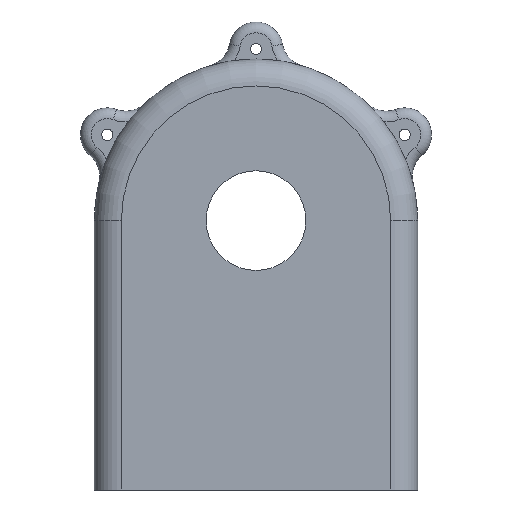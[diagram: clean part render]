
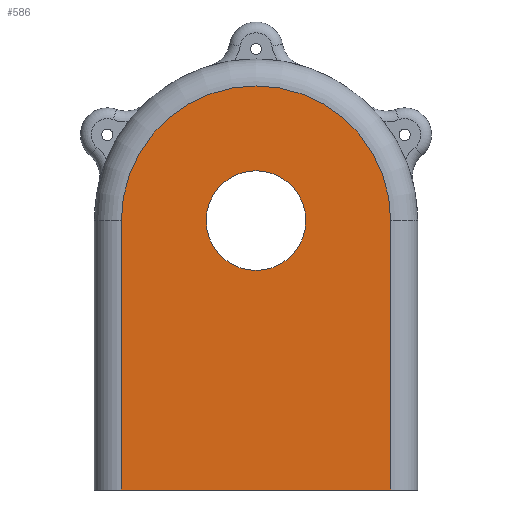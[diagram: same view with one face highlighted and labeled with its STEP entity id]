
A CAD part, front view. The second image highlights one B-rep face of the part: STEP entity #586.
In plain terms, the highlighted planar face has unit normal (0, -1, 0).
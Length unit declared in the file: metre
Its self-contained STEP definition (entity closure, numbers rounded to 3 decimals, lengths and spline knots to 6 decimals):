
#31=PLANE('',#668);
#68=CIRCLE('',#665,0.0235);
#70=CIRCLE('',#669,0.0635);
#170=ORIENTED_EDGE('',*,*,#315,.F.);
#171=ORIENTED_EDGE('',*,*,#317,.T.);
#172=ORIENTED_EDGE('',*,*,#318,.T.);
#173=ORIENTED_EDGE('',*,*,#319,.F.);
#174=ORIENTED_EDGE('',*,*,#320,.T.);
#315=EDGE_CURVE('',#391,#391,#68,.T.);
#317=EDGE_CURVE('',#393,#394,#70,.T.);
#318=EDGE_CURVE('',#394,#395,#422,.F.);
#319=EDGE_CURVE('',#396,#395,#423,.T.);
#320=EDGE_CURVE('',#396,#393,#424,.F.);
#391=VERTEX_POINT('',#1058);
#393=VERTEX_POINT('',#1064);
#394=VERTEX_POINT('',#1065);
#395=VERTEX_POINT('',#1067);
#396=VERTEX_POINT('',#1069);
#422=LINE('',#1066,#446);
#423=LINE('',#1068,#447);
#424=LINE('',#1070,#448);
#446=VECTOR('',#824,1.);
#447=VECTOR('',#825,1.);
#448=VECTOR('',#826,1.);
#477=EDGE_LOOP('',(#170));
#478=EDGE_LOOP('',(#171,#172,#173,#174));
#527=FACE_BOUND('',#477,.T.);
#528=FACE_BOUND('',#478,.T.);
#586=ADVANCED_FACE('',(#527,#528),#31,.T.);
#665=AXIS2_PLACEMENT_3D('',#1057,#814,#815);
#668=AXIS2_PLACEMENT_3D('',#1062,#820,#821);
#669=AXIS2_PLACEMENT_3D('',#1063,#822,#823);
#814=DIRECTION('',(0.,-1.,0.));
#815=DIRECTION('',(0.,0.,-1.));
#820=DIRECTION('',(0.,-1.,0.));
#821=DIRECTION('',(1.,0.,0.));
#822=DIRECTION('',(0.,-1.,0.));
#823=DIRECTION('',(0.,0.,-1.));
#824=DIRECTION('',(0.,0.,1.));
#825=DIRECTION('',(-1.,0.,0.));
#826=DIRECTION('',(0.,0.,-1.));
#1057=CARTESIAN_POINT('',(0.,-0.18975,0.));
#1058=CARTESIAN_POINT('',(0.,-0.18975,-0.0235));
#1062=CARTESIAN_POINT('',(0.,-0.18975,0.));
#1063=CARTESIAN_POINT('',(0.,-0.18975,0.));
#1064=CARTESIAN_POINT('',(0.0635,-0.18975,0.));
#1065=CARTESIAN_POINT('',(-0.0635,-0.18975,0.));
#1066=CARTESIAN_POINT('',(-0.0635,-0.18975,-0.127));
#1067=CARTESIAN_POINT('',(-0.0635,-0.18975,-0.127));
#1068=CARTESIAN_POINT('',(0.,-0.18975,-0.127));
#1069=CARTESIAN_POINT('',(0.0635,-0.18975,-0.127));
#1070=CARTESIAN_POINT('',(0.0635,-0.18975,0.));
